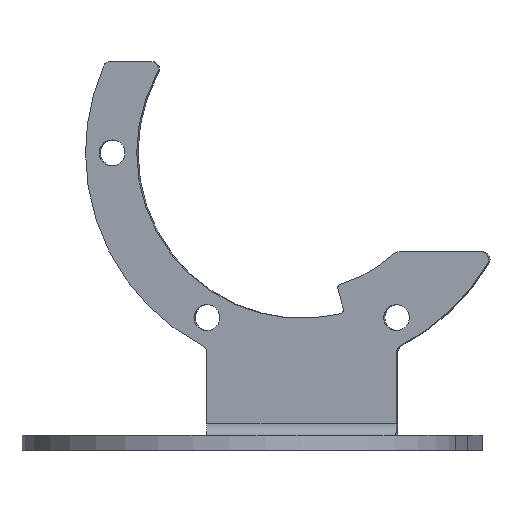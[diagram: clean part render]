
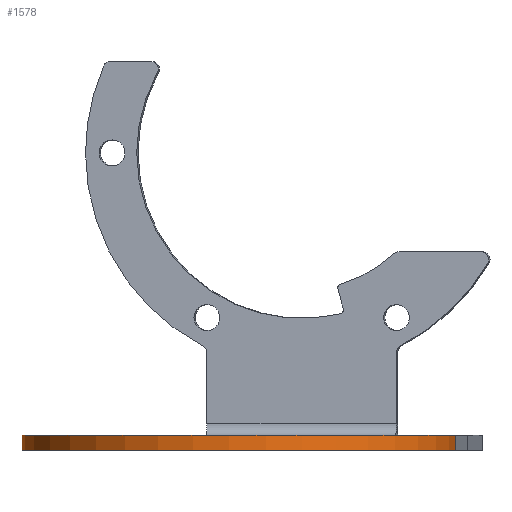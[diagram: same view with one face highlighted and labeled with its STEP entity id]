
A CAD part, front view. The second image highlights one B-rep face of the part: STEP entity #1578.
In plain terms, the highlighted cylindrical face has radius 28.5 mm (diameter 57 mm), a partial arc.
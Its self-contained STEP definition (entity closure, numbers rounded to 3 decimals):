
#43 = DIRECTION ( 'NONE',  ( -1., 0., 0. ) ) ;
#50 = VERTEX_POINT ( 'NONE', #427 ) ;
#95 = DIRECTION ( 'NONE',  ( 0., 0., -1. ) ) ;
#184 = EDGE_LOOP ( 'NONE', ( #356, #209, #1020, #1334 ) ) ;
#188 = CARTESIAN_POINT ( 'NONE',  ( 0., 0., 65.922 ) ) ;
#209 = ORIENTED_EDGE ( 'NONE', *, *, #1409, .T. ) ;
#284 = LINE ( 'NONE', #420, #376 ) ;
#295 = DIRECTION ( 'NONE',  ( 0., 0., -1. ) ) ;
#311 = FACE_OUTER_BOUND ( 'NONE', #184, .T. ) ;
#320 = AXIS2_PLACEMENT_3D ( 'NONE', #188, #754, #43 ) ;
#356 = ORIENTED_EDGE ( 'NONE', *, *, #978, .T. ) ;
#376 = VECTOR ( 'NONE', #295, 1000. ) ;
#404 = AXIS2_PLACEMENT_3D ( 'NONE', #1299, #95, #760 ) ;
#420 = CARTESIAN_POINT ( 'NONE',  ( -28.5, 0., 65.922 ) ) ;
#427 = CARTESIAN_POINT ( 'NONE',  ( 28.392, -2.484, -74.2 ) ) ;
#501 = CARTESIAN_POINT ( 'NONE',  ( -28.5, 0., -76.2 ) ) ;
#628 = VERTEX_POINT ( 'NONE', #1316 ) ;
#634 = LINE ( 'NONE', #1153, #1485 ) ;
#683 = CIRCLE ( 'NONE', #1717, 28.5 ) ;
#754 = DIRECTION ( 'NONE',  ( 0., 0., -1. ) ) ;
#760 = DIRECTION ( 'NONE',  ( -1., 0., 0. ) ) ;
#829 = CARTESIAN_POINT ( 'NONE',  ( 28.392, -2.484, -76.2 ) ) ;
#865 = EDGE_CURVE ( 'NONE', #50, #1455, #634, .T. ) ;
#902 = EDGE_CURVE ( 'NONE', #1455, #1686, #1346, .T. ) ;
#978 = EDGE_CURVE ( 'NONE', #50, #628, #683, .T. ) ;
#1020 = ORIENTED_EDGE ( 'NONE', *, *, #902, .F. ) ;
#1153 = CARTESIAN_POINT ( 'NONE',  ( 28.392, -2.484, 65.922 ) ) ;
#1299 = CARTESIAN_POINT ( 'NONE',  ( 0., 0., -76.2 ) ) ;
#1307 = DIRECTION ( 'NONE',  ( 0., 0., -1. ) ) ;
#1316 = CARTESIAN_POINT ( 'NONE',  ( -28.5, 0., -74.2 ) ) ;
#1334 = ORIENTED_EDGE ( 'NONE', *, *, #865, .F. ) ;
#1346 = CIRCLE ( 'NONE', #404, 28.5 ) ;
#1409 = EDGE_CURVE ( 'NONE', #628, #1686, #284, .T. ) ;
#1444 = CARTESIAN_POINT ( 'NONE',  ( 0., 0., -74.2 ) ) ;
#1452 = DIRECTION ( 'NONE',  ( 1., 0., 0. ) ) ;
#1455 = VERTEX_POINT ( 'NONE', #829 ) ;
#1485 = VECTOR ( 'NONE', #1576, 1000. ) ;
#1576 = DIRECTION ( 'NONE',  ( 0., 0., -1. ) ) ;
#1578 = ADVANCED_FACE ( 'NONE', ( #311 ), #1654, .T. ) ;
#1654 = CYLINDRICAL_SURFACE ( 'NONE', #320, 28.5 ) ;
#1686 = VERTEX_POINT ( 'NONE', #501 ) ;
#1717 = AXIS2_PLACEMENT_3D ( 'NONE', #1444, #1307, #1452 ) ;
